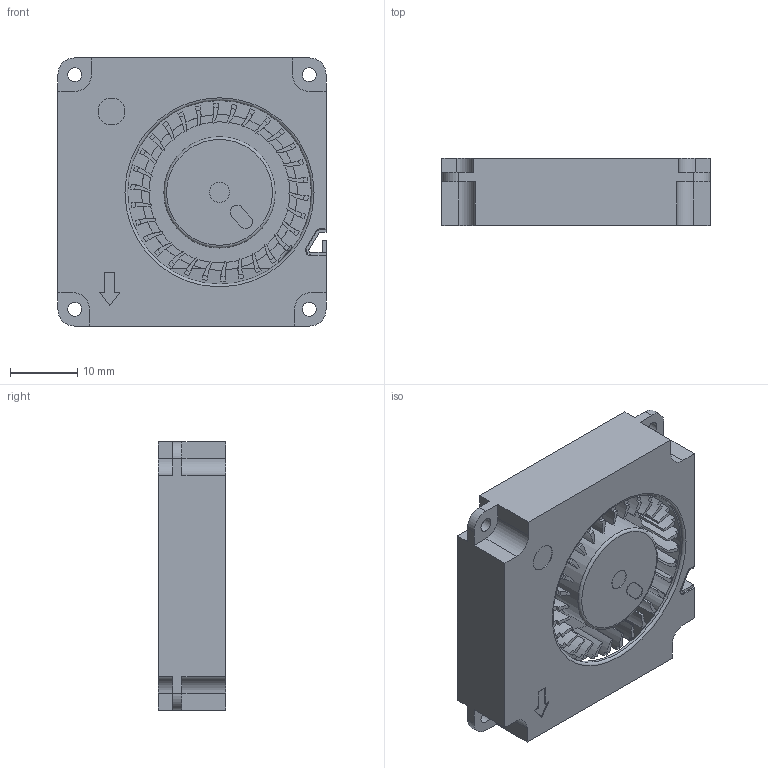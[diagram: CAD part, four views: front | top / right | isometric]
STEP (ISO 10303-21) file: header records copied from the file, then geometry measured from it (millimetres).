
FILE_DESCRIPTION(/* description */ (''),/* implementation_level */ '2;1');
FILE_NAME(/* name */ 'turbo_fan_40x40x10 v2.stp',/* time_stamp */ '2019-12-11T13:04:19+03:00',/* author */ ('Professor'),/* organization */ (''),/* preprocessor_version */ 'ST-DEVELOPER v17',/* originating_system */ 'Autodesk Inventor 2018',/* authorisation */ '');
FILE_SCHEMA (('AUTOMOTIVE_DESIGN { 1 0 10303 214 3 1 1 }'));
Length unit declared in the file: millimetre
Products named in the file (1): turbo_fan_40x40x10
Bounding box: 40 x 10 x 40 mm (x, y, z)
Volume: 6717.1 mm3; surface area: 10255.4 mm2
Topology: 2 solids, 2 shells, 461 faces, 1243 edges, 796 vertices
Faces by surface type: plane 306, cylinder 142, torus 9, bspline 4
Full cylindrical faces by diameter (mm): 2.1 x4, 3 x1, 4 x1, 16.6 x1, 23.2 x1, 25 x1, 27.4 x1
Entity records: 14906 total; most frequent: CARTESIAN_POINT 2856, DIRECTION 2662, ORIENTED_EDGE 2486, EDGE_CURVE 1243, AXIS2_PLACEMENT_3D 976, VERTEX_POINT 796, LINE 710, VECTOR 710
